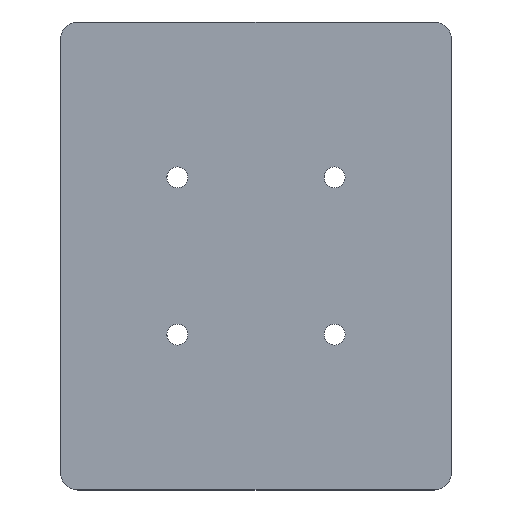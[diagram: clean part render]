
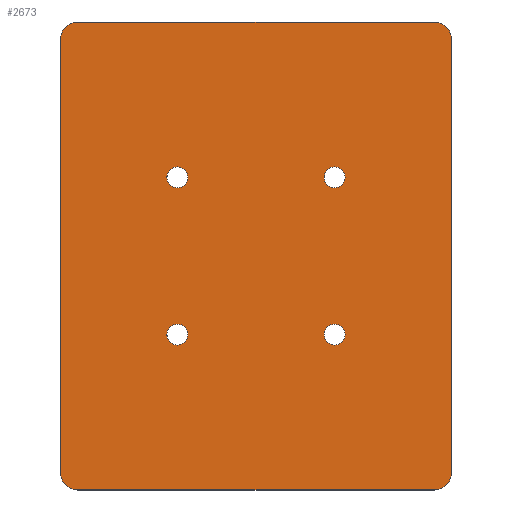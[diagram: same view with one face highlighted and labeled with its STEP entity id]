
A CAD part, front view. The second image highlights one B-rep face of the part: STEP entity #2673.
In plain terms, the highlighted planar face has unit normal (0, -1, 0).
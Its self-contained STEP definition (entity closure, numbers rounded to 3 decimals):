
#17=FACE_BOUND('',#446,.T.);
#18=FACE_BOUND('',#447,.T.);
#19=FACE_BOUND('',#448,.T.);
#20=FACE_BOUND('',#449,.T.);
#120=CIRCLE('',#2881,2.5);
#121=CIRCLE('',#2884,2.5);
#122=CIRCLE('',#2885,2.5);
#123=CIRCLE('',#2886,2.5);
#124=CIRCLE('',#2887,1.5);
#125=CIRCLE('',#2888,1.5);
#126=CIRCLE('',#2889,1.5);
#127=CIRCLE('',#2890,1.5);
#291=FACE_OUTER_BOUND('',#445,.T.);
#445=EDGE_LOOP('',(#2127,#2128,#2129,#2130,#2131,#2132,#2133,#2134));
#446=EDGE_LOOP('',(#2135));
#447=EDGE_LOOP('',(#2136));
#448=EDGE_LOOP('',(#2137));
#449=EDGE_LOOP('',(#2138));
#661=LINE('',#4154,#935);
#703=LINE('',#4645,#977);
#705=LINE('',#4651,#979);
#706=LINE('',#4655,#980);
#935=VECTOR('',#3251,10.);
#977=VECTOR('',#3437,10.);
#979=VECTOR('',#3443,10.);
#980=VECTOR('',#3446,10.);
#1193=VERTEX_POINT('',#4151);
#1194=VERTEX_POINT('',#4153);
#1246=VERTEX_POINT('',#4640);
#1247=VERTEX_POINT('',#4644);
#1248=VERTEX_POINT('',#4648);
#1249=VERTEX_POINT('',#4650);
#1250=VERTEX_POINT('',#4652);
#1251=VERTEX_POINT('',#4654);
#1252=VERTEX_POINT('',#4657);
#1253=VERTEX_POINT('',#4659);
#1254=VERTEX_POINT('',#4661);
#1255=VERTEX_POINT('',#4663);
#1484=EDGE_CURVE('',#1193,#1194,#661,.T.);
#1581=EDGE_CURVE('',#1194,#1246,#120,.T.);
#1583=EDGE_CURVE('',#1246,#1247,#703,.T.);
#1585=EDGE_CURVE('',#1248,#1193,#121,.T.);
#1586=EDGE_CURVE('',#1248,#1249,#705,.T.);
#1587=EDGE_CURVE('',#1250,#1249,#122,.T.);
#1588=EDGE_CURVE('',#1250,#1251,#706,.T.);
#1589=EDGE_CURVE('',#1247,#1251,#123,.T.);
#1590=EDGE_CURVE('',#1252,#1252,#124,.T.);
#1591=EDGE_CURVE('',#1253,#1253,#125,.T.);
#1592=EDGE_CURVE('',#1254,#1254,#126,.T.);
#1593=EDGE_CURVE('',#1255,#1255,#127,.T.);
#2127=ORIENTED_EDGE('',*,*,#1581,.F.);
#2128=ORIENTED_EDGE('',*,*,#1484,.F.);
#2129=ORIENTED_EDGE('',*,*,#1585,.F.);
#2130=ORIENTED_EDGE('',*,*,#1586,.T.);
#2131=ORIENTED_EDGE('',*,*,#1587,.F.);
#2132=ORIENTED_EDGE('',*,*,#1588,.T.);
#2133=ORIENTED_EDGE('',*,*,#1589,.F.);
#2134=ORIENTED_EDGE('',*,*,#1583,.F.);
#2135=ORIENTED_EDGE('',*,*,#1590,.F.);
#2136=ORIENTED_EDGE('',*,*,#1591,.F.);
#2137=ORIENTED_EDGE('',*,*,#1592,.F.);
#2138=ORIENTED_EDGE('',*,*,#1593,.F.);
#2536=PLANE('',#2883);
#2673=ADVANCED_FACE('',(#291,#17,#18,#19,#20),#2536,.F.);
#2881=AXIS2_PLACEMENT_3D('',#4641,#3432,#3433);
#2883=AXIS2_PLACEMENT_3D('',#4647,#3439,#3440);
#2884=AXIS2_PLACEMENT_3D('',#4649,#3441,#3442);
#2885=AXIS2_PLACEMENT_3D('',#4653,#3444,#3445);
#2886=AXIS2_PLACEMENT_3D('',#4656,#3447,#3448);
#2887=AXIS2_PLACEMENT_3D('',#4658,#3449,#3450);
#2888=AXIS2_PLACEMENT_3D('',#4660,#3451,#3452);
#2889=AXIS2_PLACEMENT_3D('',#4662,#3453,#3454);
#2890=AXIS2_PLACEMENT_3D('',#4664,#3455,#3456);
#3251=DIRECTION('',(0.,0.,1.));
#3432=DIRECTION('center_axis',(0.,1.,0.));
#3433=DIRECTION('ref_axis',(-0.707,0.,0.707));
#3437=DIRECTION('',(1.,0.,0.));
#3439=DIRECTION('center_axis',(0.,1.,0.));
#3440=DIRECTION('ref_axis',(1.,0.,0.));
#3441=DIRECTION('center_axis',(0.,1.,0.));
#3442=DIRECTION('ref_axis',(-0.707,0.,-0.707));
#3443=DIRECTION('',(1.,0.,0.));
#3444=DIRECTION('center_axis',(0.,1.,0.));
#3445=DIRECTION('ref_axis',(0.707,0.,-0.707));
#3446=DIRECTION('',(0.,0.,1.));
#3447=DIRECTION('center_axis',(0.,1.,0.));
#3448=DIRECTION('ref_axis',(0.707,0.,0.707));
#3449=DIRECTION('center_axis',(0.,-1.,0.));
#3450=DIRECTION('ref_axis',(1.,0.,0.));
#3451=DIRECTION('center_axis',(0.,-1.,0.));
#3452=DIRECTION('ref_axis',(1.,0.,0.));
#3453=DIRECTION('center_axis',(0.,-1.,0.));
#3454=DIRECTION('ref_axis',(1.,0.,0.));
#3455=DIRECTION('center_axis',(0.,-1.,0.));
#3456=DIRECTION('ref_axis',(1.,0.,0.));
#4151=CARTESIAN_POINT('',(-28.,0.,-31.));
#4153=CARTESIAN_POINT('',(-28.,0.,31.));
#4154=CARTESIAN_POINT('',(-28.,0.,-33.5));
#4640=CARTESIAN_POINT('',(-25.5,0.,33.5));
#4641=CARTESIAN_POINT('Origin',(-25.5,0.,31.));
#4644=CARTESIAN_POINT('',(25.5,0.,33.5));
#4645=CARTESIAN_POINT('',(-28.,0.,33.5));
#4647=CARTESIAN_POINT('Origin',(0.,0.,0.));
#4648=CARTESIAN_POINT('',(-25.5,0.,-33.5));
#4649=CARTESIAN_POINT('Origin',(-25.5,0.,-31.));
#4650=CARTESIAN_POINT('',(25.5,0.,-33.5));
#4651=CARTESIAN_POINT('',(-28.,0.,-33.5));
#4652=CARTESIAN_POINT('',(28.,0.,-31.));
#4653=CARTESIAN_POINT('Origin',(25.5,0.,-31.));
#4654=CARTESIAN_POINT('',(28.,0.,31.));
#4655=CARTESIAN_POINT('',(28.,0.,-33.5));
#4656=CARTESIAN_POINT('Origin',(25.5,0.,31.));
#4657=CARTESIAN_POINT('',(9.75,0.,11.25));
#4658=CARTESIAN_POINT('Origin',(11.25,0.,11.25));
#4659=CARTESIAN_POINT('',(-12.75,0.,11.25));
#4660=CARTESIAN_POINT('Origin',(-11.25,0.,11.25));
#4661=CARTESIAN_POINT('',(9.75,0.,-11.25));
#4662=CARTESIAN_POINT('Origin',(11.25,0.,-11.25));
#4663=CARTESIAN_POINT('',(-12.75,0.,-11.25));
#4664=CARTESIAN_POINT('Origin',(-11.25,0.,-11.25));
